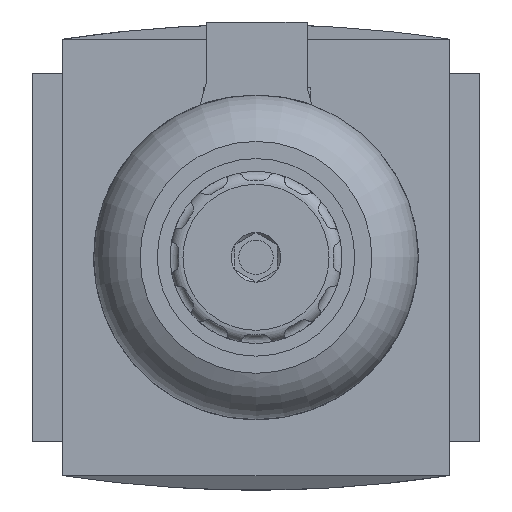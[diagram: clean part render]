
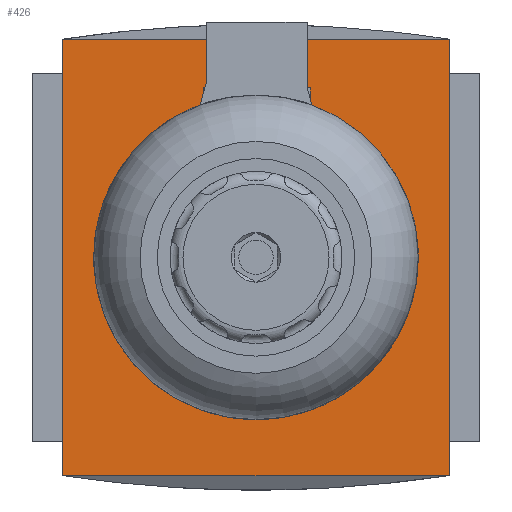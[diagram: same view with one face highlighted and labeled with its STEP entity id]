
A CAD part, front view. The second image highlights one B-rep face of the part: STEP entity #426.
In plain terms, the highlighted planar face has unit normal (0, -1, 0).
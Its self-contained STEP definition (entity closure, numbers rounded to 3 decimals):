
#426 = ADVANCED_FACE( '', ( #1167 ), #1168, .F. );
#1167 = FACE_OUTER_BOUND( '', #2273, .T. );
#1168 = PLANE( '', #2274 );
#2273 = EDGE_LOOP( '', ( #3394, #3395, #3396, #3397 ) );
#2274 = AXIS2_PLACEMENT_3D( '', #3398, #3399, #3400 );
#3394 = ORIENTED_EDGE( '', *, *, #6602, .F. );
#3395 = ORIENTED_EDGE( '', *, *, #6603, .T. );
#3396 = ORIENTED_EDGE( '', *, *, #6604, .F. );
#3397 = ORIENTED_EDGE( '', *, *, #6605, .T. );
#3398 = CARTESIAN_POINT( '', ( 0., -31., 122.903 ) );
#3399 = DIRECTION( '', ( 0., 1., 0. ) );
#3400 = DIRECTION( '', ( 0., 0., 1. ) );
#6602 = EDGE_CURVE( '', #7885, #7886, #7887, .T. );
#6603 = EDGE_CURVE( '', #7885, #7888, #7889, .T. );
#6604 = EDGE_CURVE( '', #7890, #7888, #7891, .T. );
#6605 = EDGE_CURVE( '', #7890, #7886, #7892, .T. );
#7885 = VERTEX_POINT( '', #9769 );
#7886 = VERTEX_POINT( '', #9770 );
#7887 = LINE( '', #9771, #9772 );
#7888 = VERTEX_POINT( '', #9773 );
#7889 = LINE( '', #9774, #9775 );
#7890 = VERTEX_POINT( '', #9776 );
#7891 = LINE( '', #9777, #9778 );
#7892 = LINE( '', #9779, #9780 );
#9769 = CARTESIAN_POINT( '', ( -22.5, -31., -25.4 ) );
#9770 = CARTESIAN_POINT( '', ( -22.5, -31., 25.4 ) );
#9771 = CARTESIAN_POINT( '', ( -22.5, -31., -25.4 ) );
#9772 = VECTOR( '', #13025, 1000. );
#9773 = CARTESIAN_POINT( '', ( 22.5, -31., -25.4 ) );
#9774 = CARTESIAN_POINT( '', ( 0., -31., -25.4 ) );
#9775 = VECTOR( '', #13026, 1000. );
#9776 = CARTESIAN_POINT( '', ( 22.5, -31., 25.4 ) );
#9777 = CARTESIAN_POINT( '', ( 22.5, -31., 25.4 ) );
#9778 = VECTOR( '', #13027, 1000. );
#9779 = CARTESIAN_POINT( '', ( 0., -31., 25.4 ) );
#9780 = VECTOR( '', #13028, 1000. );
#13025 = DIRECTION( '', ( 0., 0., 1. ) );
#13026 = DIRECTION( '', ( 1., 0., 0. ) );
#13027 = DIRECTION( '', ( 0., 0., -1. ) );
#13028 = DIRECTION( '', ( -1., 0., 0. ) );
